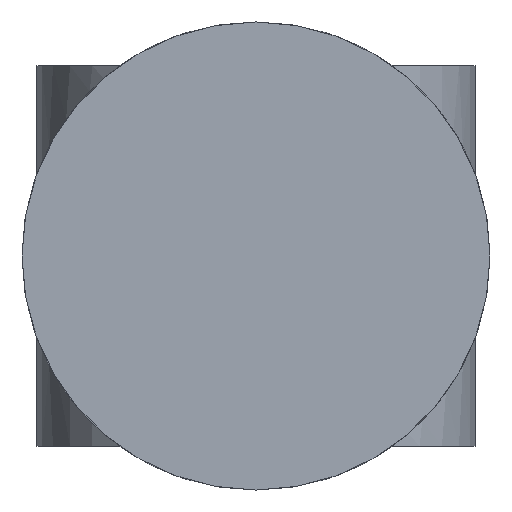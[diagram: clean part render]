
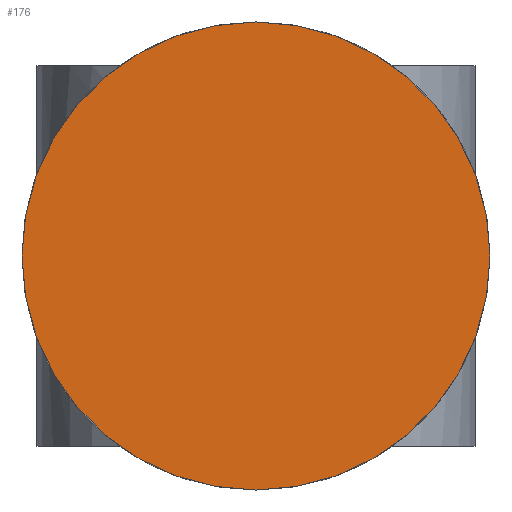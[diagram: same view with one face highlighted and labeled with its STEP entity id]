
A CAD part, left-side view. The second image highlights one B-rep face of the part: STEP entity #176.
In plain terms, the highlighted planar face has unit normal (-1, 0, 0).
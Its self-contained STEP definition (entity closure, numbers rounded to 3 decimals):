
#44=FACE_OUTER_BOUND('',#54,.T.);
#54=EDGE_LOOP('',(#119,#120));
#66=CIRCLE('',#207,40.);
#67=CIRCLE('',#208,40.);
#77=VERTEX_POINT('',#283);
#78=VERTEX_POINT('',#284);
#94=EDGE_CURVE('',#77,#78,#66,.T.);
#95=EDGE_CURVE('',#78,#77,#67,.T.);
#119=ORIENTED_EDGE('',*,*,#94,.T.);
#120=ORIENTED_EDGE('',*,*,#95,.T.);
#169=PLANE('',#206);
#176=ADVANCED_FACE('',(#44),#169,.T.);
#206=AXIS2_PLACEMENT_3D('',#282,#229,#230);
#207=AXIS2_PLACEMENT_3D('',#285,#231,#232);
#208=AXIS2_PLACEMENT_3D('',#286,#233,#234);
#229=DIRECTION('center_axis',(-1.,0.,0.));
#230=DIRECTION('ref_axis',(0.,0.,1.));
#231=DIRECTION('center_axis',(-1.,0.,0.));
#232=DIRECTION('ref_axis',(0.,0.,1.));
#233=DIRECTION('center_axis',(-1.,0.,0.));
#234=DIRECTION('ref_axis',(0.,0.,1.));
#282=CARTESIAN_POINT('Origin',(-274.54,-83.473,32.5));
#283=CARTESIAN_POINT('',(-274.54,-83.473,72.5));
#284=CARTESIAN_POINT('',(-274.54,-123.473,32.5));
#285=CARTESIAN_POINT('Origin',(-274.54,-83.473,32.5));
#286=CARTESIAN_POINT('Origin',(-274.54,-83.473,32.5));
